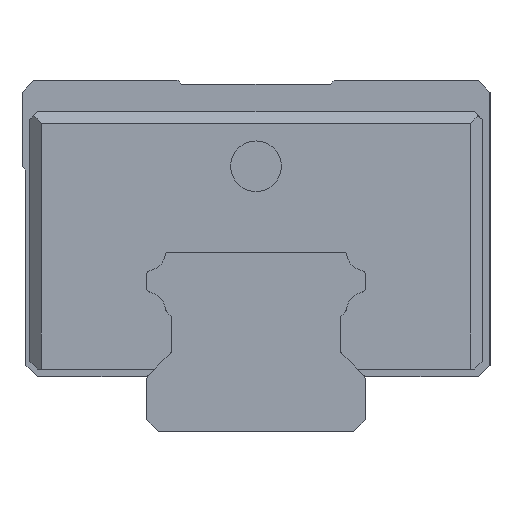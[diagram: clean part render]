
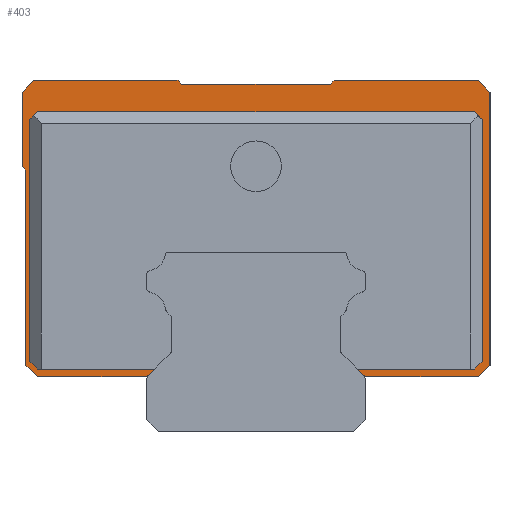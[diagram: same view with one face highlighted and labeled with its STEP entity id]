
A CAD part, left-side view. The second image highlights one B-rep face of the part: STEP entity #403.
In plain terms, the highlighted planar face has unit normal (-1, 0, 0).
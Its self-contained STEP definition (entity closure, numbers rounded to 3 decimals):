
#403=ADVANCED_FACE('',(#665),#571,.T.);
#571=PLANE('',#3160);
#665=FACE_OUTER_BOUND('',#801,.T.);
#801=EDGE_LOOP('',(#1156,#1157,#1158,#1159,#1160,#1161,#1162,#1163,#1164,
#1165,#1166,#1167,#1168,#1169,#1170,#1171,#1172,#1173,#1174,#1175,#1176,
#1177,#1178,#1179,#1180,#1181,#1182,#1183));
#1010=CIRCLE('',#3158,0.7);
#1011=CIRCLE('',#3159,0.7);
#1156=ORIENTED_EDGE('',*,*,#2376,.F.);
#1157=ORIENTED_EDGE('',*,*,#2377,.T.);
#1158=ORIENTED_EDGE('',*,*,#2378,.T.);
#1159=ORIENTED_EDGE('',*,*,#2379,.T.);
#1160=ORIENTED_EDGE('',*,*,#2380,.T.);
#1161=ORIENTED_EDGE('',*,*,#2381,.T.);
#1162=ORIENTED_EDGE('',*,*,#2382,.T.);
#1163=ORIENTED_EDGE('',*,*,#2383,.T.);
#1164=ORIENTED_EDGE('',*,*,#2384,.T.);
#1165=ORIENTED_EDGE('',*,*,#2385,.T.);
#1166=ORIENTED_EDGE('',*,*,#2386,.F.);
#1167=ORIENTED_EDGE('',*,*,#2387,.F.);
#1168=ORIENTED_EDGE('',*,*,#2388,.T.);
#1169=ORIENTED_EDGE('',*,*,#2389,.T.);
#1170=ORIENTED_EDGE('',*,*,#2390,.T.);
#1171=ORIENTED_EDGE('',*,*,#2391,.T.);
#1172=ORIENTED_EDGE('',*,*,#2392,.T.);
#1173=ORIENTED_EDGE('',*,*,#2393,.T.);
#1174=ORIENTED_EDGE('',*,*,#2394,.T.);
#1175=ORIENTED_EDGE('',*,*,#2395,.T.);
#1176=ORIENTED_EDGE('',*,*,#2396,.T.);
#1177=ORIENTED_EDGE('',*,*,#2397,.T.);
#1178=ORIENTED_EDGE('',*,*,#2398,.T.);
#1179=ORIENTED_EDGE('',*,*,#2399,.T.);
#1180=ORIENTED_EDGE('',*,*,#2400,.T.);
#1181=ORIENTED_EDGE('',*,*,#2401,.T.);
#1182=ORIENTED_EDGE('',*,*,#2402,.T.);
#1183=ORIENTED_EDGE('',*,*,#2403,.F.);
#2052=VERTEX_POINT('',#4223);
#2053=VERTEX_POINT('',#4224);
#2054=VERTEX_POINT('',#4226);
#2055=VERTEX_POINT('',#4228);
#2056=VERTEX_POINT('',#4230);
#2057=VERTEX_POINT('',#4232);
#2058=VERTEX_POINT('',#4234);
#2059=VERTEX_POINT('',#4236);
#2060=VERTEX_POINT('',#4238);
#2061=VERTEX_POINT('',#4240);
#2062=VERTEX_POINT('',#4242);
#2063=VERTEX_POINT('',#4244);
#2064=VERTEX_POINT('',#4246);
#2065=VERTEX_POINT('',#4248);
#2066=VERTEX_POINT('',#4250);
#2067=VERTEX_POINT('',#4252);
#2068=VERTEX_POINT('',#4254);
#2069=VERTEX_POINT('',#4256);
#2070=VERTEX_POINT('',#4258);
#2071=VERTEX_POINT('',#4260);
#2072=VERTEX_POINT('',#4262);
#2073=VERTEX_POINT('',#4264);
#2074=VERTEX_POINT('',#4266);
#2075=VERTEX_POINT('',#4268);
#2076=VERTEX_POINT('',#4270);
#2077=VERTEX_POINT('',#4272);
#2078=VERTEX_POINT('',#4274);
#2079=VERTEX_POINT('',#4276);
#2376=EDGE_CURVE('',#2052,#2053,#2822,.T.);
#2377=EDGE_CURVE('',#2052,#2054,#2823,.T.);
#2378=EDGE_CURVE('',#2054,#2055,#2824,.T.);
#2379=EDGE_CURVE('',#2055,#2056,#2825,.T.);
#2380=EDGE_CURVE('',#2056,#2057,#2826,.T.);
#2381=EDGE_CURVE('',#2057,#2058,#2827,.T.);
#2382=EDGE_CURVE('',#2058,#2059,#2828,.T.);
#2383=EDGE_CURVE('',#2059,#2060,#2829,.T.);
#2384=EDGE_CURVE('',#2060,#2061,#2830,.T.);
#2385=EDGE_CURVE('',#2061,#2062,#2831,.T.);
#2386=EDGE_CURVE('',#2063,#2062,#2832,.T.);
#2387=EDGE_CURVE('',#2064,#2063,#1010,.T.);
#2388=EDGE_CURVE('',#2064,#2065,#2833,.T.);
#2389=EDGE_CURVE('',#2065,#2066,#2834,.T.);
#2390=EDGE_CURVE('',#2066,#2067,#2835,.T.);
#2391=EDGE_CURVE('',#2067,#2068,#2836,.T.);
#2392=EDGE_CURVE('',#2068,#2069,#2837,.T.);
#2393=EDGE_CURVE('',#2069,#2070,#2838,.T.);
#2394=EDGE_CURVE('',#2070,#2071,#2839,.T.);
#2395=EDGE_CURVE('',#2071,#2072,#2840,.T.);
#2396=EDGE_CURVE('',#2072,#2073,#2841,.T.);
#2397=EDGE_CURVE('',#2073,#2074,#2842,.T.);
#2398=EDGE_CURVE('',#2074,#2075,#2843,.T.);
#2399=EDGE_CURVE('',#2075,#2076,#2844,.T.);
#2400=EDGE_CURVE('',#2076,#2077,#2845,.T.);
#2401=EDGE_CURVE('',#2077,#2078,#2846,.T.);
#2402=EDGE_CURVE('',#2078,#2079,#2847,.T.);
#2403=EDGE_CURVE('',#2053,#2079,#1011,.T.);
#2822=LINE('',#4222,#3001);
#2823=LINE('',#4225,#3002);
#2824=LINE('',#4227,#3003);
#2825=LINE('',#4229,#3004);
#2826=LINE('',#4231,#3005);
#2827=LINE('',#4233,#3006);
#2828=LINE('',#4235,#3007);
#2829=LINE('',#4237,#3008);
#2830=LINE('',#4239,#3009);
#2831=LINE('',#4241,#3010);
#2832=LINE('',#4243,#3011);
#2833=LINE('',#4247,#3012);
#2834=LINE('',#4249,#3013);
#2835=LINE('',#4251,#3014);
#2836=LINE('',#4253,#3015);
#2837=LINE('',#4255,#3016);
#2838=LINE('',#4257,#3017);
#2839=LINE('',#4259,#3018);
#2840=LINE('',#4261,#3019);
#2841=LINE('',#4263,#3020);
#2842=LINE('',#4265,#3021);
#2843=LINE('',#4267,#3022);
#2844=LINE('',#4269,#3023);
#2845=LINE('',#4271,#3024);
#2846=LINE('',#4273,#3025);
#2847=LINE('',#4275,#3026);
#3001=VECTOR('',#3465,1.);
#3002=VECTOR('',#3466,1.);
#3003=VECTOR('',#3467,1.);
#3004=VECTOR('',#3468,1.);
#3005=VECTOR('',#3469,1.);
#3006=VECTOR('',#3470,1.);
#3007=VECTOR('',#3471,1.);
#3008=VECTOR('',#3472,1.);
#3009=VECTOR('',#3473,1.);
#3010=VECTOR('',#3474,1.);
#3011=VECTOR('',#3475,1.);
#3012=VECTOR('',#3478,1.);
#3013=VECTOR('',#3479,1.);
#3014=VECTOR('',#3480,1.);
#3015=VECTOR('',#3481,1.);
#3016=VECTOR('',#3482,1.);
#3017=VECTOR('',#3483,1.);
#3018=VECTOR('',#3484,1.);
#3019=VECTOR('',#3485,1.);
#3020=VECTOR('',#3486,1.);
#3021=VECTOR('',#3487,1.);
#3022=VECTOR('',#3488,1.);
#3023=VECTOR('',#3489,1.);
#3024=VECTOR('',#3490,1.);
#3025=VECTOR('',#3491,1.);
#3026=VECTOR('',#3492,1.);
#3158=AXIS2_PLACEMENT_3D('',#4245,#3476,#3477);
#3159=AXIS2_PLACEMENT_3D('',#4277,#3493,#3494);
#3160=AXIS2_PLACEMENT_3D('',#4278,#3495,#3496);
#3465=DIRECTION('',(0.,0.707,-0.707));
#3466=DIRECTION('',(0.,1.,0.));
#3467=DIRECTION('',(0.,0.707,0.707));
#3468=DIRECTION('',(0.,0.,1.));
#3469=DIRECTION('',(0.,-0.707,0.707));
#3470=DIRECTION('',(0.,-1.,0.));
#3471=DIRECTION('',(0.,-0.707,-0.707));
#3472=DIRECTION('',(0.,0.,-1.));
#3473=DIRECTION('',(0.,0.707,-0.707));
#3474=DIRECTION('',(0.,1.,0.));
#3475=DIRECTION('',(0.,0.707,0.707));
#3476=DIRECTION('',(-1.,0.,0.));
#3477=DIRECTION('',(0.,0.,1.));
#3478=DIRECTION('',(0.,-1.,0.));
#3479=DIRECTION('',(0.,-0.707,0.707));
#3480=DIRECTION('',(0.,0.,1.));
#3481=DIRECTION('',(0.,0.707,0.707));
#3482=DIRECTION('',(0.,1.,0.));
#3483=DIRECTION('',(0.,0.707,-0.707));
#3484=DIRECTION('',(0.,1.,0.));
#3485=DIRECTION('',(0.,0.707,0.707));
#3486=DIRECTION('',(0.,1.,0.));
#3487=DIRECTION('',(0.,0.707,-0.707));
#3488=DIRECTION('',(0.,0.,-1.));
#3489=DIRECTION('',(0.,-0.707,-0.707));
#3490=DIRECTION('',(0.,0.,-1.));
#3491=DIRECTION('',(0.,-0.707,-0.707));
#3492=DIRECTION('',(0.,-1.,0.));
#3493=DIRECTION('',(-1.,0.,0.));
#3494=DIRECTION('',(0.,0.,1.));
#3495=DIRECTION('',(-1.,0.,0.));
#3496=DIRECTION('',(0.,0.,1.));
#4222=CARTESIAN_POINT('',(391.838,-1010.787,9.62));
#4223=CARTESIAN_POINT('',(391.838,-1009.167,8.));
#4224=CARTESIAN_POINT('',(391.838,-1008.372,7.205));
#4225=CARTESIAN_POINT('',(391.838,-1050.167,8.));
#4226=CARTESIAN_POINT('',(391.838,-994.167,8.));
#4227=CARTESIAN_POINT('',(391.838,-994.167,8.));
#4228=CARTESIAN_POINT('',(391.838,-993.167,9.));
#4229=CARTESIAN_POINT('',(391.838,-993.167,9.));
#4230=CARTESIAN_POINT('',(391.838,-993.167,40.));
#4231=CARTESIAN_POINT('',(391.838,-993.167,40.));
#4232=CARTESIAN_POINT('',(391.838,-994.167,41.));
#4233=CARTESIAN_POINT('',(391.838,-994.167,41.));
#4234=CARTESIAN_POINT('',(391.838,-1050.167,41.));
#4235=CARTESIAN_POINT('',(391.838,-1050.167,41.));
#4236=CARTESIAN_POINT('',(391.838,-1051.167,40.));
#4237=CARTESIAN_POINT('',(391.838,-1051.167,40.));
#4238=CARTESIAN_POINT('',(391.838,-1051.167,9.));
#4239=CARTESIAN_POINT('',(391.838,-1051.167,9.));
#4240=CARTESIAN_POINT('',(391.838,-1050.167,8.));
#4241=CARTESIAN_POINT('',(391.838,-1050.167,8.));
#4242=CARTESIAN_POINT('',(391.838,-1035.167,8.));
#4243=CARTESIAN_POINT('',(391.838,-1018.747,24.42));
#4244=CARTESIAN_POINT('',(391.838,-1035.962,7.205));
#4245=CARTESIAN_POINT('',(391.838,-1035.467,6.71));
#4246=CARTESIAN_POINT('',(391.838,-1036.104,7.));
#4247=CARTESIAN_POINT('',(391.838,-1040.197,7.));
#4248=CARTESIAN_POINT('',(391.838,-1050.667,7.));
#4249=CARTESIAN_POINT('',(391.838,-1050.667,7.));
#4250=CARTESIAN_POINT('',(391.838,-1052.167,8.5));
#4251=CARTESIAN_POINT('',(391.838,-1052.167,8.5));
#4252=CARTESIAN_POINT('',(391.838,-1052.167,43.5));
#4253=CARTESIAN_POINT('',(391.838,-1052.167,43.5));
#4254=CARTESIAN_POINT('',(391.838,-1050.667,45.));
#4255=CARTESIAN_POINT('',(391.838,-1050.167,45.));
#4256=CARTESIAN_POINT('',(391.838,-1032.167,45.));
#4257=CARTESIAN_POINT('',(391.838,-1032.167,45.));
#4258=CARTESIAN_POINT('',(391.838,-1031.667,44.5));
#4259=CARTESIAN_POINT('',(391.838,-1031.667,44.5));
#4260=CARTESIAN_POINT('',(391.838,-1012.667,44.5));
#4261=CARTESIAN_POINT('',(391.838,-1012.667,44.5));
#4262=CARTESIAN_POINT('',(391.838,-1012.167,45.));
#4263=CARTESIAN_POINT('',(391.838,-1012.167,45.));
#4264=CARTESIAN_POINT('',(391.838,-993.667,45.));
#4265=CARTESIAN_POINT('',(391.838,-993.667,45.));
#4266=CARTESIAN_POINT('',(391.838,-992.167,43.5));
#4267=CARTESIAN_POINT('',(391.838,-992.167,40.5));
#4268=CARTESIAN_POINT('',(391.838,-992.167,34.));
#4269=CARTESIAN_POINT('',(391.838,-992.167,34.));
#4270=CARTESIAN_POINT('',(391.838,-992.667,33.5));
#4271=CARTESIAN_POINT('',(391.838,-992.667,33.5));
#4272=CARTESIAN_POINT('',(391.838,-992.667,8.5));
#4273=CARTESIAN_POINT('',(391.838,-992.667,8.5));
#4274=CARTESIAN_POINT('',(391.838,-994.167,7.));
#4275=CARTESIAN_POINT('',(391.838,-1040.197,7.));
#4276=CARTESIAN_POINT('',(391.838,-1008.23,7.));
#4277=CARTESIAN_POINT('',(391.838,-1008.867,6.71));
#4278=CARTESIAN_POINT('',(391.838,-1007.367,13.04));
